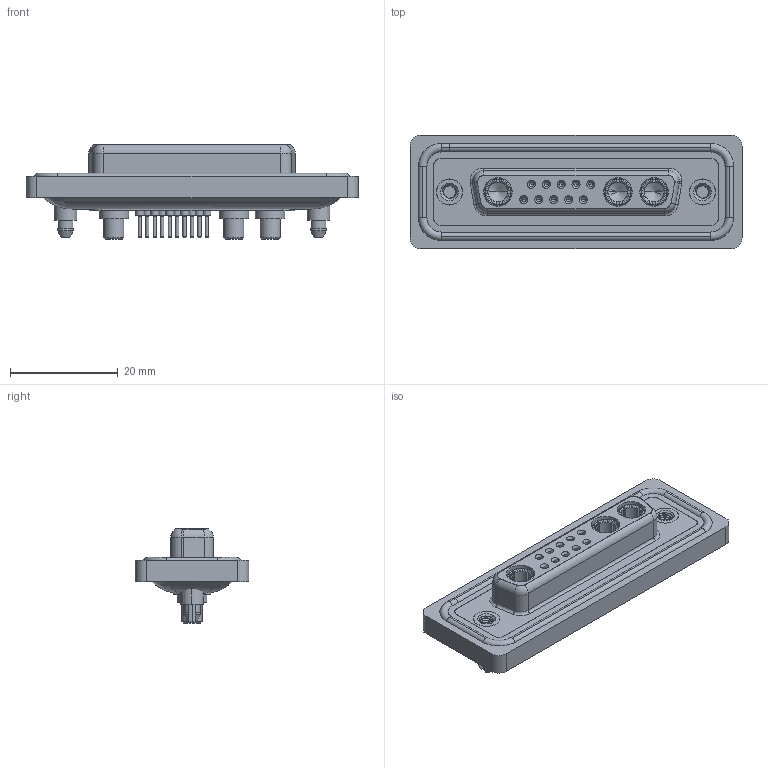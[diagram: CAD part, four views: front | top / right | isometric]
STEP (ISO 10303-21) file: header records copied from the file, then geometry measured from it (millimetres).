
FILE_DESCRIPTION (( 'STEP AP203' ), '1' );
FILE_NAME ('628W13W3124-4ND.STEP', '2024-04-09T20:27:11', ( '' ), ( '' ), 'SwSTEP 2.0', 'SolidWorks 2023', '' );
FILE_SCHEMA (( 'CONFIG_CONTROL_DESIGN' ));
Length unit declared in the file: millimetre
Products named in the file (9): Power Socket_40A S; 628Combo Contact Row 2_24; 628Combo Housing_13W3; 628Combo Contact Row 1_24; 628W13W3124-4ND; 628Combo Shell Front_25 Contacts; 628Combo Threaded Boardlock_D; 628Combo Shell Rear_25 Contacts; 628Combo Waterproof Housing_25 Contacts
Assembly tree (19 placements, depth 2):
  628W13W3124-4ND
    628Combo Housing_13W3
    628Combo Waterproof Housing_25 Contacts
    628Combo Shell Front_25 Contacts
    628Combo Shell Rear_25 Contacts
    628Combo Threaded Boardlock_D  x2
    628Combo Contact Row 1_24  x5
    628Combo Contact Row 2_24  x5
    Power Socket_40A S  x3
Bounding box: 61.75 x 21.1 x 17.55 mm (x, y, z)
Volume: 8464.1 mm3; surface area: 14080.6 mm2
Topology: 23 solids, 23 shells, 1224 faces, 2985 edges, 1867 vertices
Faces by surface type: cylinder 495, plane 358, torus 223, cone 133, bspline 15
Entity records: 24108 total; most frequent: CARTESIAN_POINT 6473, DIRECTION 3673, ORIENTED_EDGE 3304, EDGE_CURVE 1652, AXIS2_PLACEMENT_3D 1506, VERTEX_POINT 1050, CIRCLE 809, EDGE_LOOP 786
